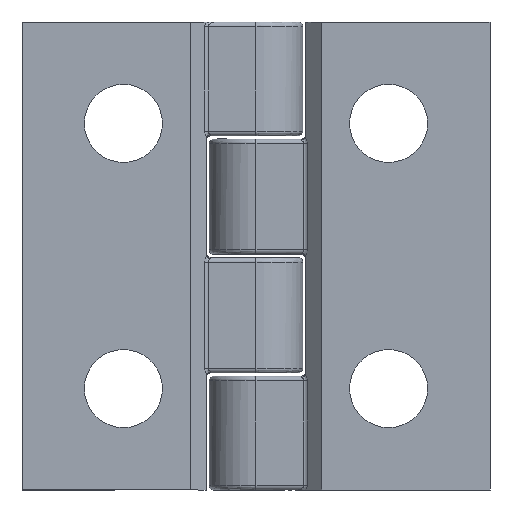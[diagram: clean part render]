
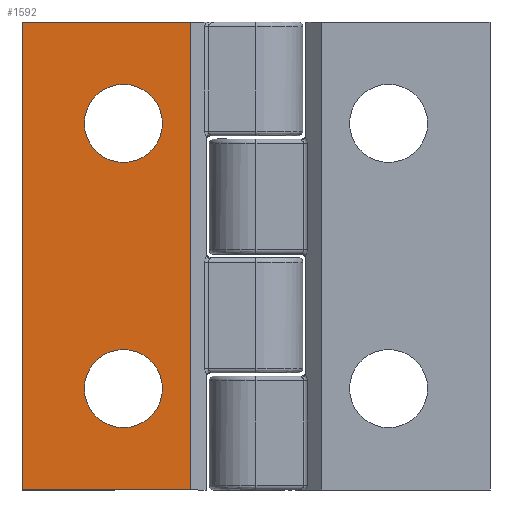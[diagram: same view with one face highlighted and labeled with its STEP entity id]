
A CAD part, front view. The second image highlights one B-rep face of the part: STEP entity #1592.
In plain terms, the highlighted planar face has unit normal (0, -1, 0).
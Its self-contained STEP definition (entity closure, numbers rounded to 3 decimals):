
#3 = CARTESIAN_POINT ( 'NONE',  ( 24.831, 12.226, 35.578 ) ) ;
#16 = VECTOR ( 'NONE', #160, 1000. ) ;
#138 = VECTOR ( 'NONE', #1989, 1000. ) ;
#160 = DIRECTION ( 'NONE',  ( 0., 0., 1. ) ) ;
#289 = DIRECTION ( 'NONE',  ( -1., 0., 0. ) ) ;
#359 = EDGE_CURVE ( 'NONE', #4458, #2197, #4770, .T. ) ;
#389 = LINE ( 'NONE', #3, #5126 ) ;
#498 = ORIENTED_EDGE ( 'NONE', *, *, #2779, .T. ) ;
#1044 = CARTESIAN_POINT ( 'NONE',  ( 16.331, 12.226, 12.078 ) ) ;
#1062 = EDGE_CURVE ( 'NONE', #2719, #2181, #1786, .T. ) ;
#1070 = DIRECTION ( 'NONE',  ( 0., 0., 1. ) ) ;
#1120 = DIRECTION ( 'NONE',  ( 0., 0., -1. ) ) ;
#1239 = EDGE_CURVE ( 'NONE', #1450, #5194, #3093, .T. ) ;
#1242 = VECTOR ( 'NONE', #2764, 1000. ) ;
#1326 = EDGE_LOOP ( 'NONE', ( #498, #2591 ) ) ;
#1360 = CIRCLE ( 'NONE', #4786, 2.5 ) ;
#1387 = CARTESIAN_POINT ( 'NONE',  ( 16.331, 12.226, 14.578 ) ) ;
#1450 = VERTEX_POINT ( 'NONE', #3643 ) ;
#1480 = DIRECTION ( 'NONE',  ( 0., 0., 1. ) ) ;
#1507 = EDGE_CURVE ( 'NONE', #2197, #1450, #3230, .T. ) ;
#1576 = PLANE ( 'NONE',  #3985 ) ;
#1580 = CARTESIAN_POINT ( 'NONE',  ( 16.331, 12.226, 26.578 ) ) ;
#1592 = ADVANCED_FACE ( 'NONE', ( #4938, #2407, #2737 ), #1576, .T. ) ;
#1638 = CARTESIAN_POINT ( 'NONE',  ( 16.331, 12.226, 12.078 ) ) ;
#1687 = CIRCLE ( 'NONE', #1871, 2.5 ) ;
#1712 = CARTESIAN_POINT ( 'NONE',  ( 9.831, 12.226, 5.578 ) ) ;
#1719 = EDGE_CURVE ( 'NONE', #3507, #4252, #2679, .T. ) ;
#1786 = CIRCLE ( 'NONE', #2495, 2.5 ) ;
#1837 = CARTESIAN_POINT ( 'NONE',  ( 16.331, 12.226, 9.578 ) ) ;
#1871 = AXIS2_PLACEMENT_3D ( 'NONE', #1638, #3652, #2854 ) ;
#1989 = DIRECTION ( 'NONE',  ( 1., 0., 0. ) ) ;
#2181 = VERTEX_POINT ( 'NONE', #1387 ) ;
#2197 = VERTEX_POINT ( 'NONE', #1712 ) ;
#2217 = EDGE_LOOP ( 'NONE', ( #2393, #5400 ) ) ;
#2393 = ORIENTED_EDGE ( 'NONE', *, *, #5081, .T. ) ;
#2407 = FACE_BOUND ( 'NONE', #2217, .T. ) ;
#2495 = AXIS2_PLACEMENT_3D ( 'NONE', #1044, #2778, #1070 ) ;
#2591 = ORIENTED_EDGE ( 'NONE', *, *, #1062, .T. ) ;
#2617 = DIRECTION ( 'NONE',  ( 0., 0., 1. ) ) ;
#2679 = CIRCLE ( 'NONE', #3730, 2.5 ) ;
#2704 = EDGE_LOOP ( 'NONE', ( #4278, #5198, #3720, #4366 ) ) ;
#2719 = VERTEX_POINT ( 'NONE', #1837 ) ;
#2737 = FACE_BOUND ( 'NONE', #1326, .T. ) ;
#2764 = DIRECTION ( 'NONE',  ( 0., 0., -1. ) ) ;
#2778 = DIRECTION ( 'NONE',  ( 0., 1., 0. ) ) ;
#2779 = EDGE_CURVE ( 'NONE', #2181, #2719, #1687, .T. ) ;
#2854 = DIRECTION ( 'NONE',  ( 0., 0., 1. ) ) ;
#3093 = LINE ( 'NONE', #3915, #16 ) ;
#3165 = CARTESIAN_POINT ( 'NONE',  ( 16.331, 12.226, 29.078 ) ) ;
#3230 = LINE ( 'NONE', #4437, #138 ) ;
#3255 = DIRECTION ( 'NONE',  ( 0., -1., 0. ) ) ;
#3507 = VERTEX_POINT ( 'NONE', #1580 ) ;
#3643 = CARTESIAN_POINT ( 'NONE',  ( 20.631, 12.226, 5.578 ) ) ;
#3652 = DIRECTION ( 'NONE',  ( 0., 1., 0. ) ) ;
#3720 = ORIENTED_EDGE ( 'NONE', *, *, #1507, .T. ) ;
#3730 = AXIS2_PLACEMENT_3D ( 'NONE', #3165, #3903, #2617 ) ;
#3903 = DIRECTION ( 'NONE',  ( 0., 1., 0. ) ) ;
#3915 = CARTESIAN_POINT ( 'NONE',  ( 20.631, 12.226, 35.578 ) ) ;
#3985 = AXIS2_PLACEMENT_3D ( 'NONE', #4521, #3255, #1120 ) ;
#4037 = CARTESIAN_POINT ( 'NONE',  ( 9.831, 12.226, 35.578 ) ) ;
#4252 = VERTEX_POINT ( 'NONE', #5424 ) ;
#4278 = ORIENTED_EDGE ( 'NONE', *, *, #4462, .T. ) ;
#4366 = ORIENTED_EDGE ( 'NONE', *, *, #1239, .T. ) ;
#4437 = CARTESIAN_POINT ( 'NONE',  ( 24.831, 12.226, 5.578 ) ) ;
#4458 = VERTEX_POINT ( 'NONE', #4037 ) ;
#4462 = EDGE_CURVE ( 'NONE', #5194, #4458, #389, .T. ) ;
#4521 = CARTESIAN_POINT ( 'NONE',  ( 24.831, 12.226, 35.578 ) ) ;
#4600 = CARTESIAN_POINT ( 'NONE',  ( 20.631, 12.226, 35.578 ) ) ;
#4770 = LINE ( 'NONE', #4855, #1242 ) ;
#4786 = AXIS2_PLACEMENT_3D ( 'NONE', #5242, #5294, #1480 ) ;
#4855 = CARTESIAN_POINT ( 'NONE',  ( 9.831, 12.226, 35.578 ) ) ;
#4938 = FACE_OUTER_BOUND ( 'NONE', #2704, .T. ) ;
#5081 = EDGE_CURVE ( 'NONE', #4252, #3507, #1360, .T. ) ;
#5126 = VECTOR ( 'NONE', #289, 1000. ) ;
#5194 = VERTEX_POINT ( 'NONE', #4600 ) ;
#5198 = ORIENTED_EDGE ( 'NONE', *, *, #359, .T. ) ;
#5242 = CARTESIAN_POINT ( 'NONE',  ( 16.331, 12.226, 29.078 ) ) ;
#5294 = DIRECTION ( 'NONE',  ( 0., 1., 0. ) ) ;
#5400 = ORIENTED_EDGE ( 'NONE', *, *, #1719, .T. ) ;
#5424 = CARTESIAN_POINT ( 'NONE',  ( 16.331, 12.226, 31.578 ) ) ;
